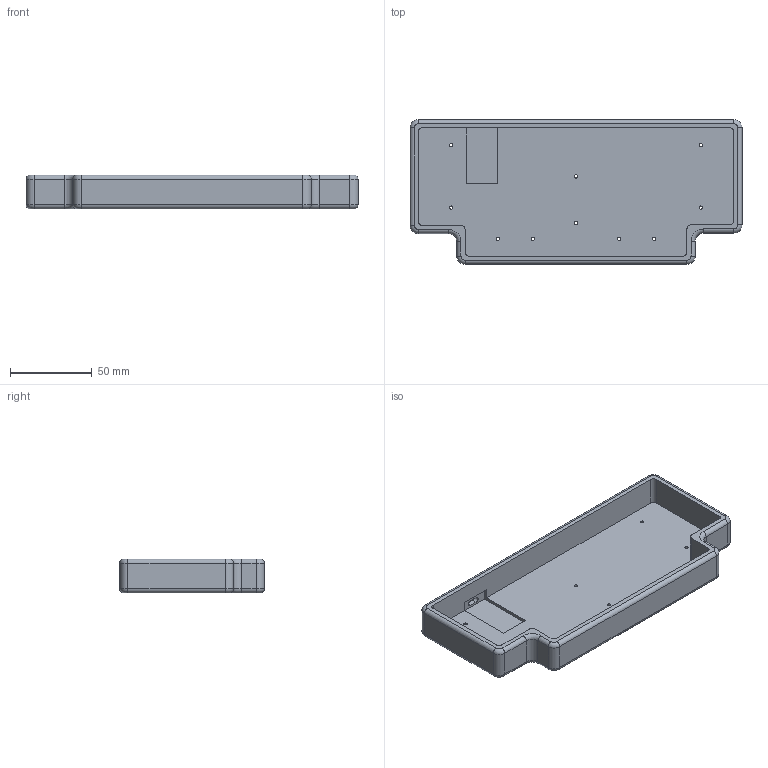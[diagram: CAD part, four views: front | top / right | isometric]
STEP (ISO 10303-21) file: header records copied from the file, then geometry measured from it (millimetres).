
FILE_DESCRIPTION(('HOOPS Exchange Step'),'2;1');
FILE_NAME('temp_export','2022-10-03T12:41:39-04:00',('mobile'),('Shapr3D Limited'),'HOOPS Exchange 2022.1','Shapr3D','Authorized');
FILE_SCHEMA( ('AP203_CONFIGURATION_CONTROLLED_3D_DESIGN_OF_MECHANICAL_PARTS_AND_ASSEMBLIES_MIM_LF') );
Length unit declared in the file: millimetre
Products named in the file (1): Case
Bounding box: 202.5 x 88.2 x 20.6 mm (x, y, z)
Volume: 96017.4 mm3; surface area: 53833.3 mm2
Topology: 1 solids, 1 shells, 109 faces, 299 edges, 202 vertices
Faces by surface type: cylinder 56, plane 37, torus 16
Full cylindrical faces by diameter (mm): 2 x10, 3.6 x10
Entity records: 3647 total; most frequent: DIRECTION 685, CARTESIAN_POINT 629, ORIENTED_EDGE 598, EDGE_CURVE 299, AXIS2_PLACEMENT_3D 278, VERTEX_POINT 202, CIRCLE 168, EDGE_LOOP 141
